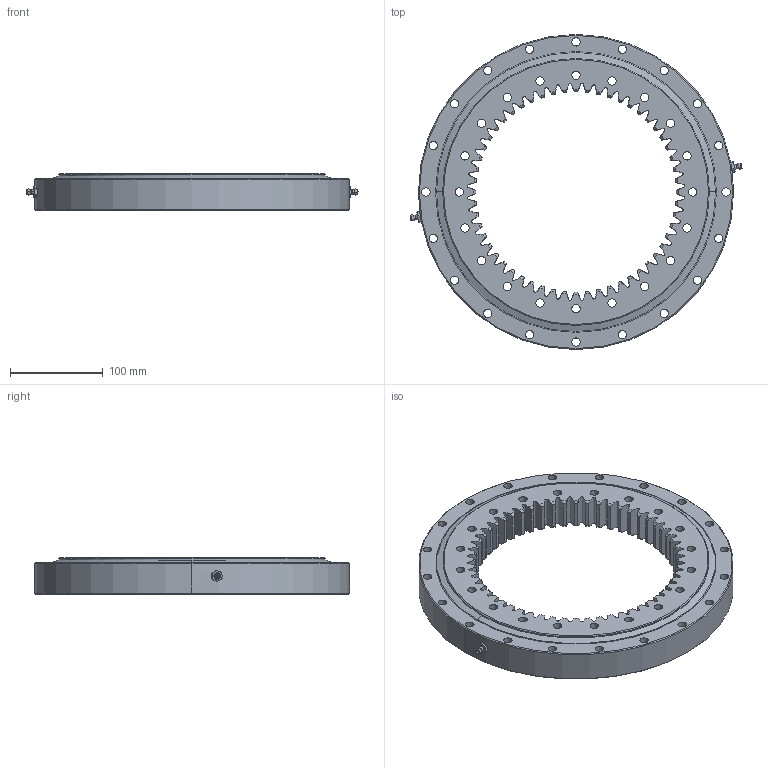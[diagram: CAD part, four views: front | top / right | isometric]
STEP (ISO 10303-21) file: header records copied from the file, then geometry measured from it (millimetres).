
FILE_DESCRIPTION (( 'STEP AP214' ), '1' );
FILE_NAME ('I.340.16.00.D1 - (C).STEP', '2019-02-05T09:46:24', ( '' ), ( '' ), 'SwSTEP 2.0', 'SolidWorks 2016', '' );
FILE_SCHEMA (( 'AUTOMOTIVE_DESIGN' ));
Length unit declared in the file: millimetre
Products named in the file (7): I.340.16.00.D1 - IR1 Seal; Ball D16; Grease nipple M10x1mm; I.340.16.00.D1 - (C); I.340.16.00.D1 - OR1 Seal; I.340.16.00.D1 - OR1; I.340.16.00.D1 - IR1
Assembly tree (52 placements, depth 2):
  I.340.16.00.D1 - (C)
    I.340.16.00.D1 - IR1
    I.340.16.00.D1 - OR1
    Ball D16  x46
    I.340.16.00.D1 - IR1 Seal
    Grease nipple M10x1mm  x2
    I.340.16.00.D1 - OR1 Seal
Bounding box: 358.33 x 340 x 39 mm (x, y, z)
Volume: 1634720.5 mm3; surface area: 382643.7 mm2
Topology: 52 solids, 52 shells, 562 faces, 1587 edges, 1045 vertices
Faces by surface type: cylinder 175, cone 174, sphere 92, bspline 56, plane 34, torus 31
Entity records: 28687 total; most frequent: CARTESIAN_POINT 17175, ORIENTED_EDGE 2390, DIRECTION 2243, EDGE_CURVE 1195, AXIS2_PLACEMENT_3D 987, VERTEX_POINT 775, CIRCLE 550, EDGE_LOOP 538
